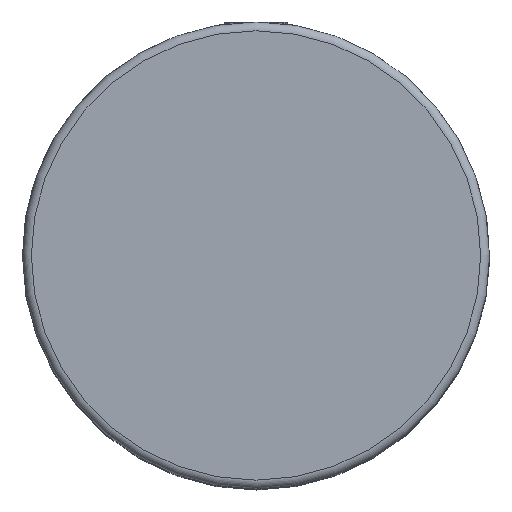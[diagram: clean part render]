
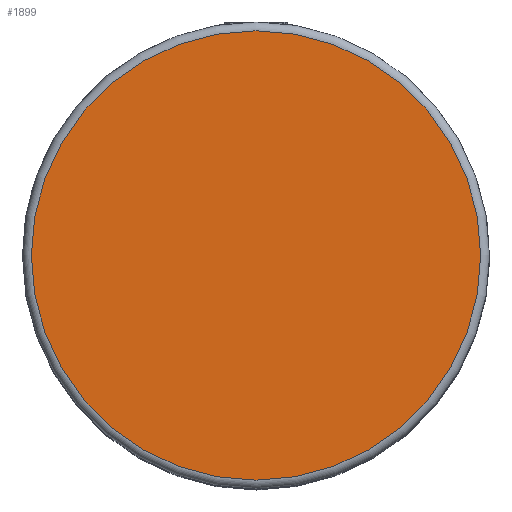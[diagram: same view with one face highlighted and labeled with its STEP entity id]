
A CAD part, top view. The second image highlights one B-rep face of the part: STEP entity #1899.
In plain terms, the highlighted planar face has unit normal (0, 0, 1).
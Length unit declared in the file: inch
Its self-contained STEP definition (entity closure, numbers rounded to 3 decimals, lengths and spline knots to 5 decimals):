
#143 = DIRECTION ( 'NONE',  ( 0., 0., 1. ) ) ;
#398 = DIRECTION ( 'NONE',  ( 0., 0., -1. ) ) ;
#409 = PLANE ( 'NONE',  #493 ) ;
#441 = EDGE_LOOP ( 'NONE', ( #1845 ) ) ;
#493 = AXIS2_PLACEMENT_3D ( 'NONE', #1600, #398, #1361 ) ;
#520 = FACE_OUTER_BOUND ( 'NONE', #441, .T. ) ;
#564 = AXIS2_PLACEMENT_3D ( 'NONE', #1331, #143, #1671 ) ;
#640 = VERTEX_POINT ( 'NONE', #1164 ) ;
#1033 = CIRCLE ( 'NONE', #564, 0.51 ) ;
#1164 = CARTESIAN_POINT ( 'NONE',  ( 0.51, 0., 0.3125 ) ) ;
#1331 = CARTESIAN_POINT ( 'NONE',  ( 0., 0., 0.3125 ) ) ;
#1361 = DIRECTION ( 'NONE',  ( -1., 0., 0. ) ) ;
#1600 = CARTESIAN_POINT ( 'NONE',  ( 0., 0.11845, 0.3125 ) ) ;
#1671 = DIRECTION ( 'NONE',  ( 1., 0., 0. ) ) ;
#1789 = EDGE_CURVE ( 'NONE', #640, #640, #1033, .T. ) ;
#1845 = ORIENTED_EDGE ( 'NONE', *, *, #1789, .T. ) ;
#1899 = ADVANCED_FACE ( 'NONE', ( #520 ), #409, .F. ) ;
